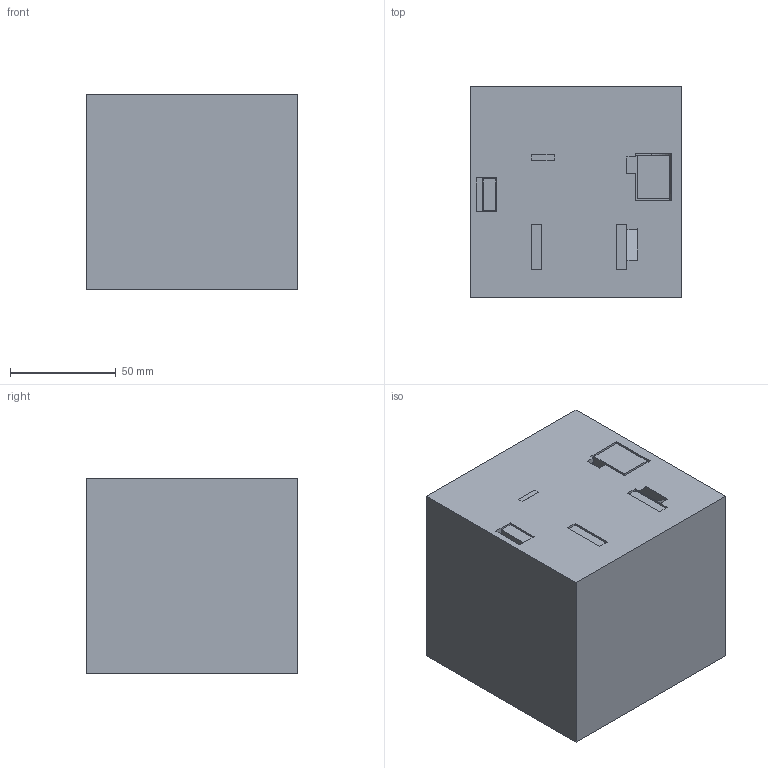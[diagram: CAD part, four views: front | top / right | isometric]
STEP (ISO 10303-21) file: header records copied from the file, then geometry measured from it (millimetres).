
FILE_DESCRIPTION(('STEP AP242'), '1');
FILE_NAME('air-1-weird', '2023-03-30T20:05:10', ('Fedor'), (''), 'C3D Converter', 'C3D Toolkit', '');
FILE_SCHEMA(('AP242_MANAGED_MODEL_BASED_3D_ENGINEERING_MIM_LF { 1 0 10303 442 1 1 4 }'));
Length unit declared in the file: millimetre
Bounding box: 100 x 100 x 92.5 mm (x, y, z)
Volume: 913628.6 mm3; surface area: 71519.8 mm2
Topology: 1 solids, 2 shells, 159 faces, 462 edges, 305 vertices
Faces by surface type: plane 90, bspline 35, cylinder 20, cone 6, torus 4, sphere 4
Full cylindrical faces by diameter (mm): 0.4 x1, 1.5 x1, 2 x1, 2.5 x2, 3 x3, 5 x2, 6 x1
Entity records: 21766 total; most frequent: CARTESIAN_POINT 16718, ORIENTED_EDGE 840, DIRECTION 611, EDGE_CURVE 420, VERTEX_POINT 294, LINE 223, VECTOR 223, EDGE_LOOP 208
